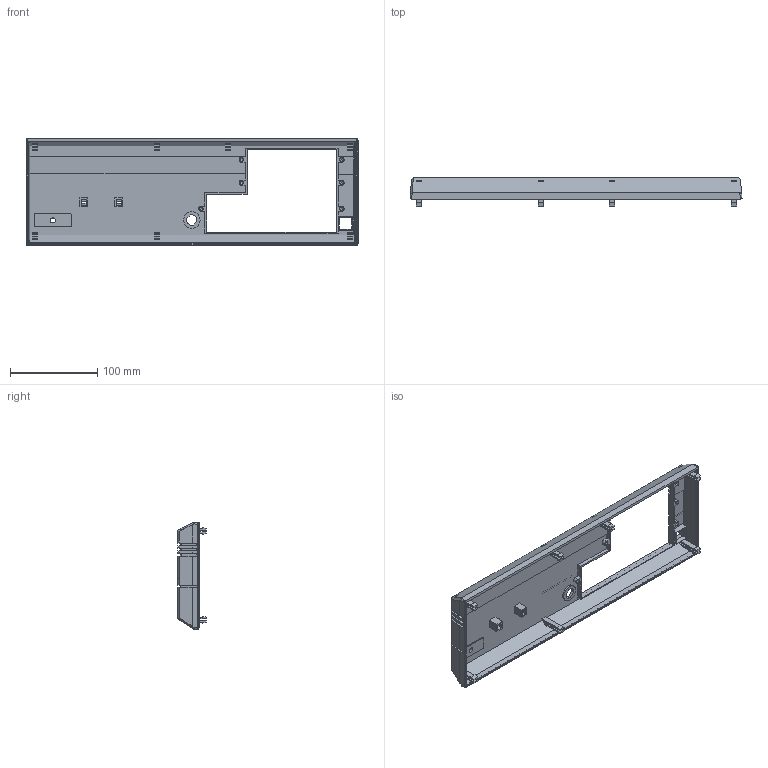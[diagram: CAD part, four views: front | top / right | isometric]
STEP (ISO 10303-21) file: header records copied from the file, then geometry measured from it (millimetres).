
FILE_DESCRIPTION(/* description */ (''),/* implementation_level */ '2;1');
FILE_NAME(/* name */ 'Amiga 4000 Front Cover.step',/* time_stamp */ '2018-04-29T22:14:24+01:00',/* author */ (''),/* organization */ (''),/* preprocessor_version */ 'ST-DEVELOPER v16.13',/* originating_system */ 'Autodesk Translation Framework v6.5.0.72',/* authorisation */ '');
FILE_SCHEMA (('AUTOMOTIVE_DESIGN { 1 0 10303 214 3 1 1 }'));
Length unit declared in the file: millimetre
Products named in the file (1): Amiga 4000-3
Bounding box: 381.42 x 32.55 x 122.5 mm (x, y, z)
Volume: 145746.3 mm3; surface area: 130197.6 mm2
Topology: 8 solids, 8 shells, 913 faces, 2530 edges, 1679 vertices
Faces by surface type: plane 620, bspline 250, cylinder 37, cone 6
Full cylindrical faces by diameter (mm): 4 x6, 5.75 x1, 19 x2
Entity records: 31294 total; most frequent: CARTESIAN_POINT 9535, ORIENTED_EDGE 5048, DIRECTION 3458, EDGE_CURVE 2524, LINE 1918, VECTOR 1918, VERTEX_POINT 1679, EDGE_LOOP 977
